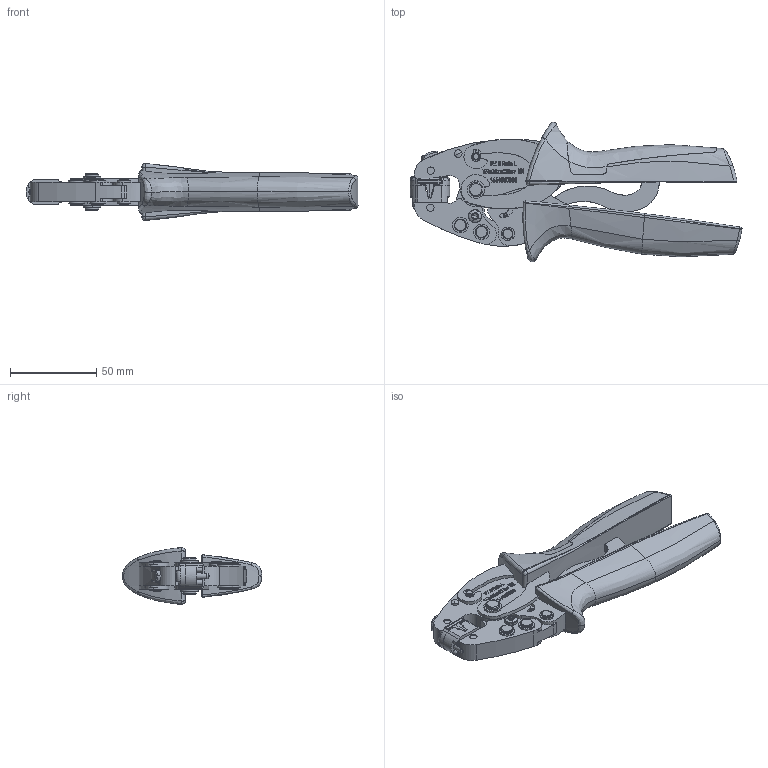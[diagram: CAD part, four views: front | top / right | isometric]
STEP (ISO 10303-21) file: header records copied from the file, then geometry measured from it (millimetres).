
FILE_DESCRIPTION(('CATIA V5 STEP Exchange','CAx-IF Rec.Pracs.--- Model Styling and Organization---1.5--- 2016-08-15','CAx-IF Rec.Pracs.---Supplemental Geometry---1.0---2011-11-01','CAx-IF Rec.Pracs.--- Composite Materials ---1.1---2010-07-15'),'2;1');
FILE_NAME ('013400-2_1', '2024-10-24T05:38:55+00:00', ('none'), ('Weidmueller'), 'CATIA Version 5-6 Release 2022 SP4 HF5', 'CATIA V5 STEP AP214 v3', 'none');
FILE_SCHEMA(('AUTOMOTIVE_DESIGN { 1 0 10303 214 1 1 1 1 }'));
Length unit declared in the file: millimetre
Products named in the file (1): 1444050000_PZ_6_ROTO_L_AllCATPart
Bounding box: 192.86 x 81.1 x 33.02 mm (x, y, z)
Volume: 146713.4 mm3; surface area: 35977.4 mm2
Topology: 1 solids, 7 shells, 1652 faces, 4602 edges, 3008 vertices
Faces by surface type: plane 698, extrusion 386, cylinder 300, bspline 148, cone 70, torus 32, sphere 18
Entity records: 67667 total; most frequent: CARTESIAN_POINT 28675, ORIENTED_EDGE 9160, DIRECTION 4930, EDGE_CURVE 4580, VERTEX_POINT 3008, VECTOR 2777, LINE 2391, B_SPLINE_CURVE_WITH_KNOTS 1816
